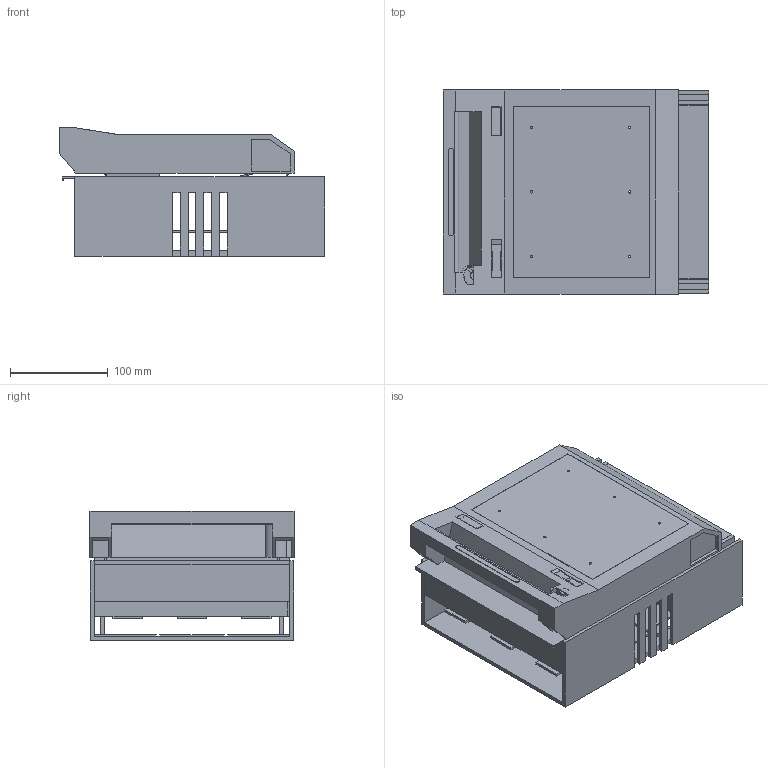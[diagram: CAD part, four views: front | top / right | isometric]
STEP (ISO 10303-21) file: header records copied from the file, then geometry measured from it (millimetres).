
FILE_DESCRIPTION(('CATIA V5 STEP'),'2;1');
FILE_NAME('IGST00003_LTL2_3_Trenner_Groesse_2.stp','2009-10-12T09:14:03+00:00',('none'),('none'),'CATIA Version 5 Release 17 (IN-10)','CATIA V5 STEP AP214','none');
FILE_SCHEMA(('AUTOMOTIVE_DESIGN { 1 0 10303 214 1 1 1 1 }'));
Length unit declared in the file: millimetre
Products named in the file (1): IGST00003_LTL2_3_Trenner_Groesse_2
Bounding box: 272 x 209.6 x 132.8 mm (x, y, z)
Volume: 768417.9 mm3; surface area: 590528.7 mm2
Topology: 14 solids, 14 shells, 548 faces, 1676 edges, 1132 vertices
Faces by surface type: plane 451, cylinder 89, cone 4, bspline 3, sphere 1
Entity records: 19235 total; most frequent: CARTESIAN_POINT 3462, ORIENTED_EDGE 3352, DIRECTION 2519, EDGE_CURVE 1676, VECTOR 1466, LINE 1466, VERTEX_POINT 1132, AXIS2_PLACEMENT_3D 620
